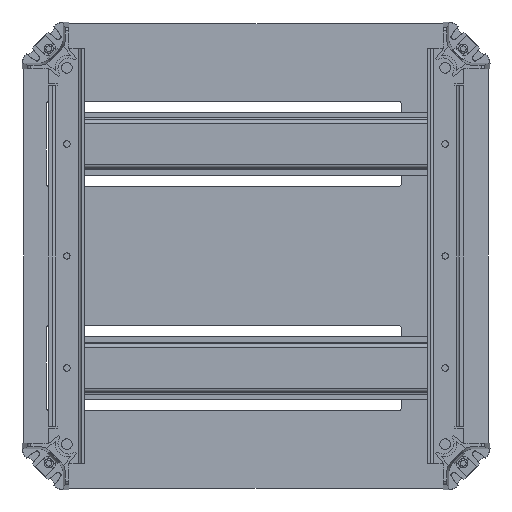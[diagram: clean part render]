
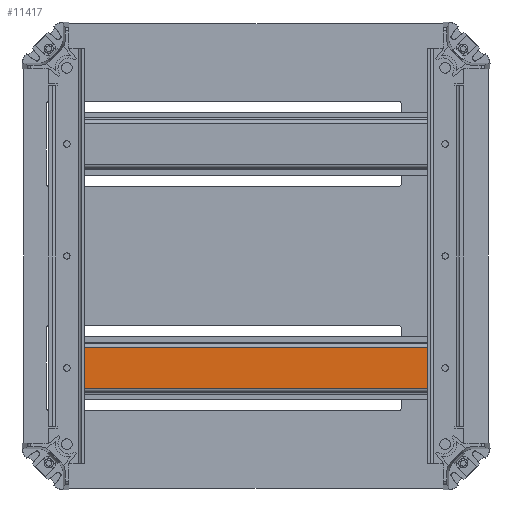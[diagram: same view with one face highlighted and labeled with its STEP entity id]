
A CAD part, front view. The second image highlights one B-rep face of the part: STEP entity #11417.
In plain terms, the highlighted planar face has unit normal (0, -1, 0).
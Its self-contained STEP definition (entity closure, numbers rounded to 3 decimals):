
#319 = VECTOR ( 'NONE', #4162, 1000. ) ;
#657 = CARTESIAN_POINT ( 'NONE',  ( -11.5, -1., 112.5 ) ) ;
#967 = CIRCLE ( 'NONE', #2730, 2.25 ) ;
#1077 = CARTESIAN_POINT ( 'NONE',  ( -2.25, -1., -112.5 ) ) ;
#1080 = EDGE_CURVE ( 'NONE', #4834, #14112, #27139, .T. ) ;
#1212 = LINE ( 'NONE', #20048, #7337 ) ;
#1415 = AXIS2_PLACEMENT_3D ( 'NONE', #12969, #2404, #10870 ) ;
#2028 = DIRECTION ( 'NONE',  ( 0., 1., 0. ) ) ;
#2210 = DIRECTION ( 'NONE',  ( 0., 0., -1. ) ) ;
#2224 = CARTESIAN_POINT ( 'NONE',  ( -2.25, -1., 112.5 ) ) ;
#2404 = DIRECTION ( 'NONE',  ( 0., -1., 0. ) ) ;
#2538 = ORIENTED_EDGE ( 'NONE', *, *, #11647, .T. ) ;
#2547 = VERTEX_POINT ( 'NONE', #21990 ) ;
#2663 = ORIENTED_EDGE ( 'NONE', *, *, #9689, .F. ) ;
#2730 = AXIS2_PLACEMENT_3D ( 'NONE', #16337, #2028, #10629 ) ;
#3421 = CARTESIAN_POINT ( 'NONE',  ( -11.5, -1., 112.5 ) ) ;
#3624 = CIRCLE ( 'NONE', #1415, 2.25 ) ;
#3746 = LINE ( 'NONE', #5826, #319 ) ;
#4058 = EDGE_CURVE ( 'NONE', #5324, #20915, #23476, .T. ) ;
#4086 = VECTOR ( 'NONE', #2210, 1000. ) ;
#4162 = DIRECTION ( 'NONE',  ( 1., 0., 0. ) ) ;
#4272 = VECTOR ( 'NONE', #6220, 1000. ) ;
#4283 = CARTESIAN_POINT ( 'NONE',  ( -11.5, -1., 112.5 ) ) ;
#4307 = ORIENTED_EDGE ( 'NONE', *, *, #21661, .T. ) ;
#4334 = CARTESIAN_POINT ( 'NONE',  ( -11.5, -1., -112.5 ) ) ;
#4416 = LINE ( 'NONE', #4283, #4086 ) ;
#4834 = VERTEX_POINT ( 'NONE', #14962 ) ;
#4870 = DIRECTION ( 'NONE',  ( 0., 0., 1. ) ) ;
#4941 = CARTESIAN_POINT ( 'NONE',  ( 2.25, -1., 105. ) ) ;
#5221 = EDGE_LOOP ( 'NONE', ( #8021, #2538, #12190, #21186, #15271, #16596, #20361, #18716, #25649, #12284, #4307, #8571, #2663 ) ) ;
#5281 = CARTESIAN_POINT ( 'NONE',  ( -11.5, -1., 112.5 ) ) ;
#5324 = VERTEX_POINT ( 'NONE', #24148 ) ;
#5486 = FACE_OUTER_BOUND ( 'NONE', #5221, .T. ) ;
#5641 = VECTOR ( 'NONE', #9028, 1000. ) ;
#5826 = CARTESIAN_POINT ( 'NONE',  ( -11.5, -1., 112.5 ) ) ;
#6220 = DIRECTION ( 'NONE',  ( 0., 0., -1. ) ) ;
#6356 = LINE ( 'NONE', #27198, #4272 ) ;
#6607 = LINE ( 'NONE', #21582, #9619 ) ;
#7031 = EDGE_CURVE ( 'NONE', #2547, #27256, #1212, .T. ) ;
#7337 = VECTOR ( 'NONE', #17708, 1000. ) ;
#7430 = VERTEX_POINT ( 'NONE', #22398 ) ;
#7624 = AXIS2_PLACEMENT_3D ( 'NONE', #3421, #19905, #24360 ) ;
#8021 = ORIENTED_EDGE ( 'NONE', *, *, #8246, .T. ) ;
#8246 = EDGE_CURVE ( 'NONE', #16913, #8899, #6356, .T. ) ;
#8571 = ORIENTED_EDGE ( 'NONE', *, *, #7031, .F. ) ;
#8629 = EDGE_CURVE ( 'NONE', #10181, #23691, #11412, .T. ) ;
#8671 = DIRECTION ( 'NONE',  ( -1., 0., 0. ) ) ;
#8828 = DIRECTION ( 'NONE',  ( 0., 0., -1. ) ) ;
#8835 = CARTESIAN_POINT ( 'NONE',  ( 0., -1., -102.75 ) ) ;
#8899 = VERTEX_POINT ( 'NONE', #4941 ) ;
#9028 = DIRECTION ( 'NONE',  ( 1., 0., 0. ) ) ;
#9619 = VECTOR ( 'NONE', #8828, 1000. ) ;
#9689 = EDGE_CURVE ( 'NONE', #16913, #2547, #3746, .T. ) ;
#10181 = VERTEX_POINT ( 'NONE', #12350 ) ;
#10607 = EDGE_CURVE ( 'NONE', #16249, #7430, #17167, .T. ) ;
#10629 = DIRECTION ( 'NONE',  ( -1., 0., 0. ) ) ;
#10870 = DIRECTION ( 'NONE',  ( -1., 0., 0. ) ) ;
#11405 = DIRECTION ( 'NONE',  ( 0., -1., 0. ) ) ;
#11412 = LINE ( 'NONE', #24155, #20722 ) ;
#11417 = ADVANCED_FACE ( 'NONE', ( #5486 ), #26737, .F. ) ;
#11647 = EDGE_CURVE ( 'NONE', #8899, #10181, #967, .T. ) ;
#11961 = DIRECTION ( 'NONE',  ( 1., 0., 0. ) ) ;
#12084 = EDGE_CURVE ( 'NONE', #14112, #16249, #3624, .T. ) ;
#12190 = ORIENTED_EDGE ( 'NONE', *, *, #8629, .T. ) ;
#12284 = ORIENTED_EDGE ( 'NONE', *, *, #1080, .F. ) ;
#12350 = CARTESIAN_POINT ( 'NONE',  ( -2.25, -1., 105. ) ) ;
#12770 = EDGE_CURVE ( 'NONE', #12905, #5324, #4416, .T. ) ;
#12905 = VERTEX_POINT ( 'NONE', #657 ) ;
#12969 = CARTESIAN_POINT ( 'NONE',  ( 0., -1., -105. ) ) ;
#13760 = LINE ( 'NONE', #5281, #24734 ) ;
#14112 = VERTEX_POINT ( 'NONE', #16754 ) ;
#14962 = CARTESIAN_POINT ( 'NONE',  ( 2.25, -1., -112.5 ) ) ;
#15271 = ORIENTED_EDGE ( 'NONE', *, *, #12770, .T. ) ;
#15966 = LINE ( 'NONE', #24285, #22434 ) ;
#16105 = DIRECTION ( 'NONE',  ( 1., 0., 0. ) ) ;
#16249 = VERTEX_POINT ( 'NONE', #8835 ) ;
#16337 = CARTESIAN_POINT ( 'NONE',  ( 0., -1., 105. ) ) ;
#16596 = ORIENTED_EDGE ( 'NONE', *, *, #4058, .T. ) ;
#16754 = CARTESIAN_POINT ( 'NONE',  ( 2.25, -1., -105. ) ) ;
#16913 = VERTEX_POINT ( 'NONE', #24562 ) ;
#17167 = CIRCLE ( 'NONE', #21130, 2.25 ) ;
#17708 = DIRECTION ( 'NONE',  ( 0., 0., -1. ) ) ;
#18716 = ORIENTED_EDGE ( 'NONE', *, *, #10607, .F. ) ;
#19482 = EDGE_CURVE ( 'NONE', #12905, #23691, #13760, .T. ) ;
#19905 = DIRECTION ( 'NONE',  ( 0., 1., 0. ) ) ;
#20048 = CARTESIAN_POINT ( 'NONE',  ( 11.5, -1., 112.5 ) ) ;
#20314 = DIRECTION ( 'NONE',  ( 0., 0., 1. ) ) ;
#20361 = ORIENTED_EDGE ( 'NONE', *, *, #23079, .F. ) ;
#20722 = VECTOR ( 'NONE', #4870, 1000. ) ;
#20915 = VERTEX_POINT ( 'NONE', #1077 ) ;
#21130 = AXIS2_PLACEMENT_3D ( 'NONE', #25736, #11405, #8671 ) ;
#21186 = ORIENTED_EDGE ( 'NONE', *, *, #19482, .F. ) ;
#21582 = CARTESIAN_POINT ( 'NONE',  ( -2.25, -1., -105. ) ) ;
#21661 = EDGE_CURVE ( 'NONE', #4834, #27256, #15966, .T. ) ;
#21990 = CARTESIAN_POINT ( 'NONE',  ( 11.5, -1., 112.5 ) ) ;
#22398 = CARTESIAN_POINT ( 'NONE',  ( -2.25, -1., -105. ) ) ;
#22434 = VECTOR ( 'NONE', #16105, 1000. ) ;
#22981 = CARTESIAN_POINT ( 'NONE',  ( 11.5, -1., -112.5 ) ) ;
#23079 = EDGE_CURVE ( 'NONE', #7430, #20915, #6607, .T. ) ;
#23476 = LINE ( 'NONE', #4334, #5641 ) ;
#23691 = VERTEX_POINT ( 'NONE', #2224 ) ;
#24148 = CARTESIAN_POINT ( 'NONE',  ( -11.5, -1., -112.5 ) ) ;
#24155 = CARTESIAN_POINT ( 'NONE',  ( -2.25, -1., 105. ) ) ;
#24285 = CARTESIAN_POINT ( 'NONE',  ( -11.5, -1., -112.5 ) ) ;
#24360 = DIRECTION ( 'NONE',  ( -1., 0., 0. ) ) ;
#24562 = CARTESIAN_POINT ( 'NONE',  ( 2.25, -1., 112.5 ) ) ;
#24619 = CARTESIAN_POINT ( 'NONE',  ( 2.25, -1., -112.5 ) ) ;
#24734 = VECTOR ( 'NONE', #11961, 1000. ) ;
#25649 = ORIENTED_EDGE ( 'NONE', *, *, #12084, .F. ) ;
#25736 = CARTESIAN_POINT ( 'NONE',  ( 0., -1., -105. ) ) ;
#26737 = PLANE ( 'NONE',  #7624 ) ;
#27139 = LINE ( 'NONE', #24619, #27306 ) ;
#27198 = CARTESIAN_POINT ( 'NONE',  ( 2.25, -1., 112.5 ) ) ;
#27256 = VERTEX_POINT ( 'NONE', #22981 ) ;
#27306 = VECTOR ( 'NONE', #20314, 1000. ) ;
